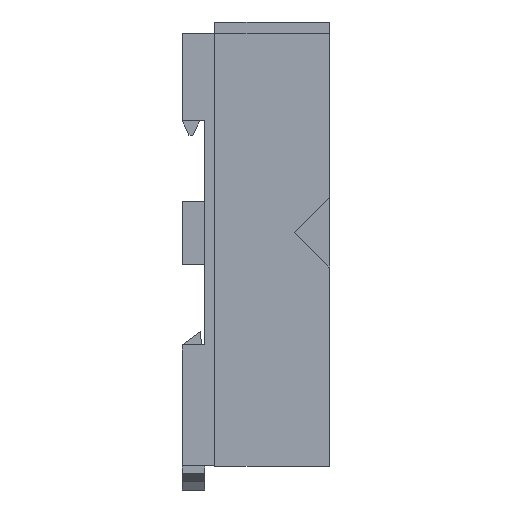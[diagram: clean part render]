
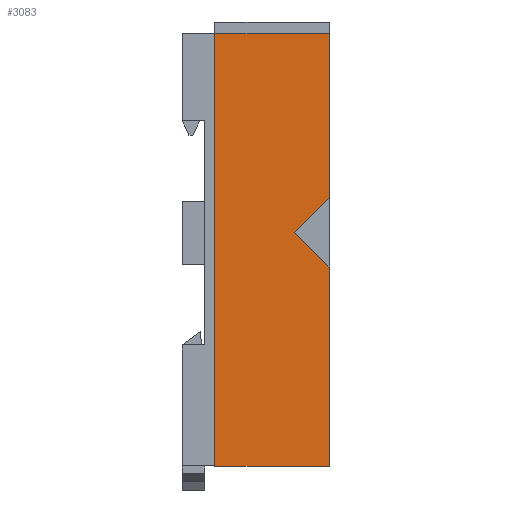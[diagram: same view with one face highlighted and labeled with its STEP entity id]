
A CAD part, left-side view. The second image highlights one B-rep face of the part: STEP entity #3083.
In plain terms, the highlighted planar face has unit normal (-1, 0, 0).
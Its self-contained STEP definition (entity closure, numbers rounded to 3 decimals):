
#1574=CARTESIAN_POINT('POINT1295',(-27.,-5.169,
   -37.165));
#1575=VERTEX_POINT('VERTEX1295',#1574);
#1582=CARTESIAN_POINT('POINT1296',(-27.,-5.169,
   31.847));
#1583=VERTEX_POINT('VERTEX1296',#1582);
#1584=CARTESIAN_POINT('POS2449',(-27.,-5.169,
   -2.659));
#1585=DIRECTION('DIR3233',(0.,0.,-1.));
#1586=VECTOR('VEC1665',#1585,25.4);
#1587=LINE('STRAIGHT1665',#1584,#1586);
#1588=EDGE_CURVE('EDGE1938',#1583,#1575,#1587,.T.);
#2321=CARTESIAN_POINT('POINT1367',(-27.,-23.495,
   31.847));
#2322=VERTEX_POINT('VERTEX1367',#2321);
#2323=CARTESIAN_POINT('POS2534',(-27.,-14.332,
   31.847));
#2324=DIRECTION('DIR3350',(0.,-1.,0.));
#2325=VECTOR('VEC1718',#2324,25.4);
#2326=LINE('STRAIGHT1718',#2323,#2325);
#2327=EDGE_CURVE('EDGE2013',#1583,#2322,#2326,.T.);
#3023=CARTESIAN_POINT('POINT1400',(-27.,-23.495,
   -37.165));
#3024=VERTEX_POINT('VERTEX1400',#3023);
#3027=CARTESIAN_POINT('POS2619',(-27.,-14.332,
   -37.165));
#3028=DIRECTION('DIR3460',(0.,1.,0.));
#3029=VECTOR('VEC1778',#3028,25.4);
#3030=LINE('STRAIGHT1778',#3027,#3029);
#3031=EDGE_CURVE('EDGE2076',#3024,#1575,#3030,.T.);
#3047=CARTESIAN_POINT('POINT1401',(-27.,-17.907,0.))
   ;
#3048=VERTEX_POINT('VERTEX1401',#3047);
#3049=CARTESIAN_POINT('POINT1402',(-27.,-23.495,5.588
   ));
#3050=VERTEX_POINT('VERTEX1402',#3049);
#3051=CARTESIAN_POINT('POS2621',(-27.,-20.502,
   2.595));
#3052=DIRECTION('DIR3463',(0.,-0.707,
   0.707));
#3053=VECTOR('VEC1779',#3052,25.4);
#3054=LINE('STRAIGHT1779',#3051,#3053);
#3055=EDGE_CURVE('EDGE2078',#3048,#3050,#3054,.T.);
#3056=ORIENTED_EDGE('COEDGE4059',*,*,#3055,.T.);
#3057=CARTESIAN_POINT('POS2622',(-27.,-23.495,
   -2.659));
#3058=DIRECTION('DIR3464',(0.,0.,-1.));
#3059=VECTOR('VEC1780',#3058,25.4);
#3060=LINE('STRAIGHT1780',#3057,#3059);
#3061=EDGE_CURVE('EDGE2079',#2322,#3050,#3060,.T.);
#3062=ORIENTED_EDGE('COEDGE4060',*,*,#3061,.F.);
#3063=ORIENTED_EDGE('COEDGE4061',*,*,#2327,.F.);
#3064=ORIENTED_EDGE('COEDGE4062',*,*,#1588,.T.);
#3065=ORIENTED_EDGE('COEDGE4063',*,*,#3031,.F.);
#3066=CARTESIAN_POINT('POINT1403',(-27.,-23.495,
   -5.588));
#3067=VERTEX_POINT('VERTEX1403',#3066);
#3068=EDGE_CURVE('EDGE2080',#3067,#3024,#3060,.T.);
#3069=ORIENTED_EDGE('COEDGE4064',*,*,#3068,.F.);
#3070=CARTESIAN_POINT('POS2623',(-27.,-21.831,
   -3.924));
#3071=DIRECTION('DIR3465',(0.,0.707,
   0.707));
#3072=VECTOR('VEC1781',#3071,25.4);
#3073=LINE('STRAIGHT1781',#3070,#3072);
#3074=EDGE_CURVE('EDGE2081',#3067,#3048,#3073,.T.);
#3075=ORIENTED_EDGE('COEDGE4065',*,*,#3074,.T.);
#3076=EDGE_LOOP('NONE',(#3056,#3062,#3063,#3064,#3065,#3069,#3075));
#3077=FACE_BOUND('LOOP1',#3076,.T.);
#3078=CARTESIAN_POINT('POS2624',(-27.,-14.332,
   -2.659));
#3079=DIRECTION('DIR3466',(1.,0.,0.));
#3080=DIRECTION('DIR3467',(0.,1.,0.));
#3081=AXIS2_PLACEMENT_3D('AXIS843',#3078,#3079,#3080);
#3082=PLANE('PLANE641',#3081);
#3083=ADVANCED_FACE('FACE778',(#3077),#3082,.F.);
